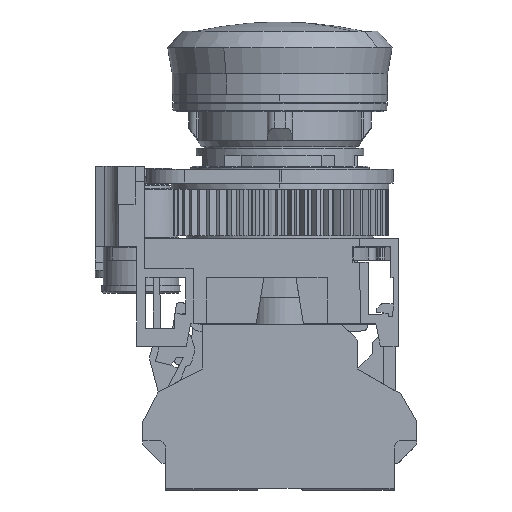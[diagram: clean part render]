
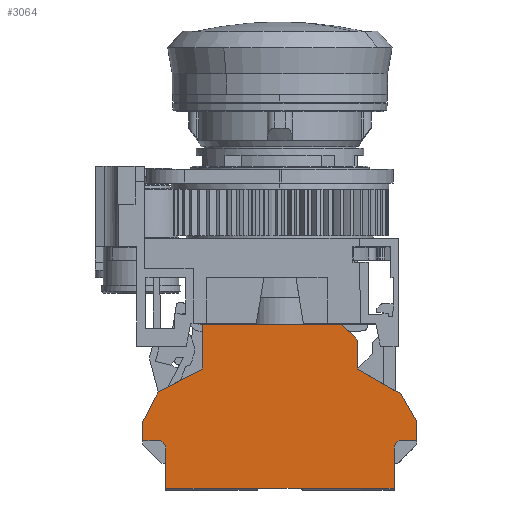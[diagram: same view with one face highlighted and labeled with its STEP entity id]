
A CAD part, left-side view. The second image highlights one B-rep face of the part: STEP entity #3064.
In plain terms, the highlighted planar face has unit normal (-1, 0, 0).
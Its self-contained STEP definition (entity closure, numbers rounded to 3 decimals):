
#3064=ADVANCED_FACE('',(#7501),#7502,.F.);
#7501=FACE_OUTER_BOUND('',#13344,.T.);
#7502=PLANE('',#13345);
#13344=EDGE_LOOP('',(#22515,#22516,#22517,#22518,#22519,#22520,#22521,#22522,#22523,#22524,#22525,#22526,#22527,#22528,#22529,#22530,#22531,#22532,#22533));
#13345=AXIS2_PLACEMENT_3D('',#22534,#22535,#22536);
#22515=ORIENTED_EDGE('',*,*,#37527,.T.);
#22516=ORIENTED_EDGE('',*,*,#37958,.T.);
#22517=ORIENTED_EDGE('',*,*,#37976,.T.);
#22518=ORIENTED_EDGE('',*,*,#37972,.T.);
#22519=ORIENTED_EDGE('',*,*,#37967,.F.);
#22520=ORIENTED_EDGE('',*,*,#37979,.F.);
#22521=ORIENTED_EDGE('',*,*,#37695,.F.);
#22522=ORIENTED_EDGE('',*,*,#37980,.F.);
#22523=ORIENTED_EDGE('',*,*,#37743,.F.);
#22524=ORIENTED_EDGE('',*,*,#37981,.F.);
#22525=ORIENTED_EDGE('',*,*,#37590,.F.);
#22526=ORIENTED_EDGE('',*,*,#37982,.F.);
#22527=ORIENTED_EDGE('',*,*,#37983,.F.);
#22528=ORIENTED_EDGE('',*,*,#37984,.F.);
#22529=ORIENTED_EDGE('',*,*,#37985,.T.);
#22530=ORIENTED_EDGE('',*,*,#37986,.T.);
#22531=ORIENTED_EDGE('',*,*,#37533,.F.);
#22532=ORIENTED_EDGE('',*,*,#37520,.T.);
#22533=ORIENTED_EDGE('',*,*,#37987,.F.);
#22534=CARTESIAN_POINT('',(10.0,18.16,9.809));
#22535=DIRECTION('',(1.0,0.0,0.0));
#22536=DIRECTION('',(0.0,-1.0,0.0));
#37520=EDGE_CURVE('',#45605,#45603,#45606,.T.);
#37527=EDGE_CURVE('',#45614,#45612,#45615,.T.);
#37533=EDGE_CURVE('',#45605,#45621,#45622,.T.);
#37590=EDGE_CURVE('',#45703,#45705,#45706,.T.);
#37695=EDGE_CURVE('',#45856,#45858,#45859,.T.);
#37743=EDGE_CURVE('',#45928,#45930,#45931,.T.);
#37958=EDGE_CURVE('',#45612,#46229,#46231,.T.);
#37967=EDGE_CURVE('',#46241,#46243,#46244,.T.);
#37972=EDGE_CURVE('',#46251,#46243,#46252,.T.);
#37976=EDGE_CURVE('',#46229,#46251,#46256,.T.);
#37979=EDGE_CURVE('',#45858,#46241,#46259,.T.);
#37980=EDGE_CURVE('',#45930,#45856,#46260,.T.);
#37981=EDGE_CURVE('',#45705,#45928,#46261,.T.);
#37982=EDGE_CURVE('',#46262,#45703,#46263,.T.);
#37983=EDGE_CURVE('',#46264,#46262,#46265,.T.);
#37984=EDGE_CURVE('',#46266,#46264,#46267,.T.);
#37985=EDGE_CURVE('',#46266,#46268,#46269,.T.);
#37986=EDGE_CURVE('',#46268,#45621,#46270,.T.);
#37987=EDGE_CURVE('',#45614,#45603,#46271,.T.);
#45603=VERTEX_POINT('',#57648);
#45605=VERTEX_POINT('',#57650);
#45606=LINE('',#57651,#57652);
#45612=VERTEX_POINT('',#57658);
#45614=VERTEX_POINT('',#57660);
#45615=LINE('',#57661,#57662);
#45621=VERTEX_POINT('',#57669);
#45622=LINE('',#57670,#57671);
#45703=VERTEX_POINT('',#57786);
#45705=VERTEX_POINT('',#57789);
#45706=LINE('',#57790,#57791);
#45856=VERTEX_POINT('',#58004);
#45858=VERTEX_POINT('',#58007);
#45859=LINE('',#58008,#58009);
#45928=VERTEX_POINT('',#58104);
#45930=VERTEX_POINT('',#58107);
#45931=LINE('',#58108,#58109);
#46229=VERTEX_POINT('',#58521);
#46231=LINE('',#58524,#58525);
#46241=VERTEX_POINT('',#58539);
#46243=VERTEX_POINT('',#58542);
#46244=LINE('',#58543,#58544);
#46251=VERTEX_POINT('',#58554);
#46252=LINE('',#58555,#58556);
#46256=CIRCLE('',#58561,1.0);
#46259=LINE('',#58564,#58565);
#46260=LINE('',#58566,#58567);
#46261=LINE('',#58568,#58569);
#46262=VERTEX_POINT('',#58570);
#46263=LINE('',#58571,#58572);
#46264=VERTEX_POINT('',#58573);
#46265=LINE('',#58574,#58575);
#46266=VERTEX_POINT('',#58576);
#46267=LINE('',#58577,#58578);
#46268=VERTEX_POINT('',#58579);
#46269=LINE('',#58580,#58581);
#46270=CIRCLE('',#58582,1.0);
#46271=LINE('',#58583,#58584);
#57648=CARTESIAN_POINT('',(10.0,20.8,0.2));
#57650=CARTESIAN_POINT('',(10.0,33.0,0.2));
#57651=CARTESIAN_POINT('',(10.,28.08,0.2));
#57652=VECTOR('',#71185,1.0);
#57658=CARTESIAN_POINT('',(10.,3.0,0.2));
#57660=CARTESIAN_POINT('',(10.0,15.2,0.2));
#57661=CARTESIAN_POINT('',(10.,28.08,0.2));
#57662=VECTOR('',#71198,1.0);
#57669=CARTESIAN_POINT('',(10.0,33.0,5.5));
#57670=CARTESIAN_POINT('',(10.0,33.0,0.0));
#57671=VECTOR('',#71203,1.0);
#57786=CARTESIAN_POINT('',(10.0,28.2,15.9));
#57789=CARTESIAN_POINT('',(10.0,28.2,21.8));
#57790=CARTESIAN_POINT('',(10.0,28.2,15.9));
#57791=VECTOR('',#71257,1.0);
#58004=CARTESIAN_POINT('',(10.0,7.8,15.9));
#58007=CARTESIAN_POINT('',(10.0,2.076,12.595));
#58008=CARTESIAN_POINT('',(10.0,7.8,15.9));
#58009=VECTOR('',#71352,1.0);
#58104=CARTESIAN_POINT('',(10.0,9.9,21.8));
#58107=CARTESIAN_POINT('',(10.0,7.8,19.7));
#58108=CARTESIAN_POINT('',(10.0,9.9,21.8));
#58109=VECTOR('',#71404,1.0);
#58521=CARTESIAN_POINT('',(10.0,3.0,5.5));
#58524=CARTESIAN_POINT('',(10.0,3.0,6.279));
#58525=VECTOR('',#71619,1.0);
#58539=CARTESIAN_POINT('',(10.0,0.0,9.0));
#58542=CARTESIAN_POINT('',(10.0,0.0,6.5));
#58543=CARTESIAN_POINT('',(10.0,0.0,9.0));
#58544=VECTOR('',#71625,1.0);
#58554=CARTESIAN_POINT('',(10.0,2.,6.5));
#58555=CARTESIAN_POINT('',(10.0,9.58,6.5));
#58556=VECTOR('',#71629,1.0);
#58561=AXIS2_PLACEMENT_3D('',#71634,#71635,#71636);
#58564=CARTESIAN_POINT('',(10.0,2.076,12.595));
#58565=VECTOR('',#71637,1.0);
#58566=CARTESIAN_POINT('',(10.0,7.8,19.7));
#58567=VECTOR('',#71638,1.0);
#58568=CARTESIAN_POINT('',(10.0,15.25,21.8));
#58569=VECTOR('',#71639,1.0);
#58570=CARTESIAN_POINT('',(10.0,33.999,12.885));
#58571=CARTESIAN_POINT('',(10.0,33.999,12.885));
#58572=VECTOR('',#71640,1.0);
#58573=CARTESIAN_POINT('',(10.0,36.0,9.0));
#58574=CARTESIAN_POINT('',(10.0,36.0,9.0));
#58575=VECTOR('',#71641,1.0);
#58576=CARTESIAN_POINT('',(10.0,36.0,6.5));
#58577=CARTESIAN_POINT('',(10.0,36.0,6.0));
#58578=VECTOR('',#71642,1.0);
#58579=CARTESIAN_POINT('',(10.0,34.,6.5));
#58580=CARTESIAN_POINT('',(10.0,26.58,6.5));
#58581=VECTOR('',#71643,1.0);
#58582=AXIS2_PLACEMENT_3D('',#71644,#71645,#71646);
#58583=CARTESIAN_POINT('',(10.0,15.2,0.2));
#58584=VECTOR('',#71647,1.0);
#71185=DIRECTION('',(0.0,-1.0,0.0));
#71198=DIRECTION('',(0.0,-1.0,0.0));
#71203=DIRECTION('',(0.0,0.0,1.0));
#71257=DIRECTION('',(0.0,0.0,1.0));
#71352=DIRECTION('',(0.0,-0.866,-0.5));
#71404=DIRECTION('',(0.0,-0.707,-0.707));
#71619=DIRECTION('',(0.0,0.0,1.0));
#71625=DIRECTION('',(0.0,0.0,-1.0));
#71629=DIRECTION('',(0.0,-1.0,-0.0));
#71634=CARTESIAN_POINT('',(10.0,2.,5.5));
#71635=DIRECTION('',(1.0,0.0,-0.0));
#71636=DIRECTION('',(0.0,0.,1.0));
#71637=DIRECTION('',(0.0,-0.5,-0.866));
#71638=DIRECTION('',(0.0,0.0,-1.0));
#71639=DIRECTION('',(0.0,-1.0,0.0));
#71640=DIRECTION('',(0.0,-0.887,0.461));
#71641=DIRECTION('',(0.0,-0.458,0.889));
#71642=DIRECTION('',(0.0,0.0,1.0));
#71643=DIRECTION('',(0.0,-1.0,0.0));
#71644=CARTESIAN_POINT('',(10.0,34.,5.5));
#71645=DIRECTION('',(1.0,0.0,0.0));
#71646=DIRECTION('',(0.0,0.,1.0));
#71647=DIRECTION('',(0.0,1.0,0.0));
